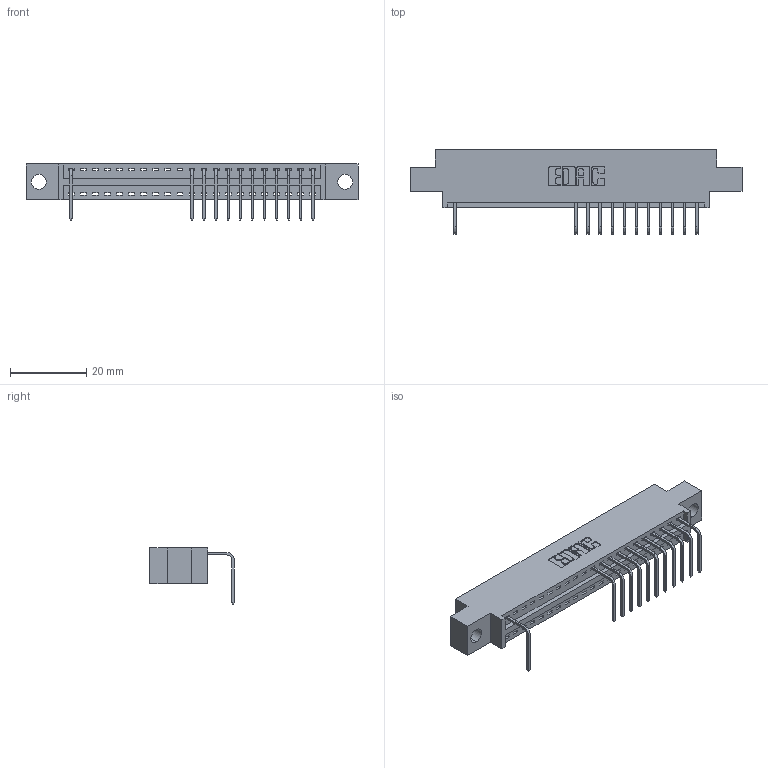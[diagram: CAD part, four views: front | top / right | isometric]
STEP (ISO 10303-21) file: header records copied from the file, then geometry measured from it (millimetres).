
FILE_DESCRIPTION (( 'STEP AP203' ), '1' );
FILE_NAME ('346-021-558-604.STEP', '2018-08-20T23:18:02', ( '' ), ( '' ), 'SwSTEP 2.0', 'SolidWorks 2016', '' );
FILE_SCHEMA (( 'CONFIG_CONTROL_DESIGN' ));
Length unit declared in the file: inch
Products named in the file (3): 346 Part_0.170 Offset - 0.156 Dia-TH; 345-292-001_558 Tail - 2; 346-021-558-604
Assembly tree (13 placements, depth 2):
  346-021-558-604
    346 Part_0.170 Offset - 0.156 Dia-TH
    345-292-001_558 Tail - 2  x12
Bounding box: 87.25 x 22.16 x 14.73 mm (x, y, z)
Volume: 7901.6 mm3; surface area: 9299.3 mm2
Topology: 13 solids, 13 shells, 954 faces, 2903 edges, 1918 vertices
Faces by surface type: plane 674, cylinder 280
Entity records: 15791 total; most frequent: CARTESIAN_POINT 2762, ORIENTED_EDGE 2726, DIRECTION 2451, EDGE_CURVE 1363, VECTOR 1147, LINE 1147, VERTEX_POINT 906, AXIS2_PLACEMENT_3D 652
